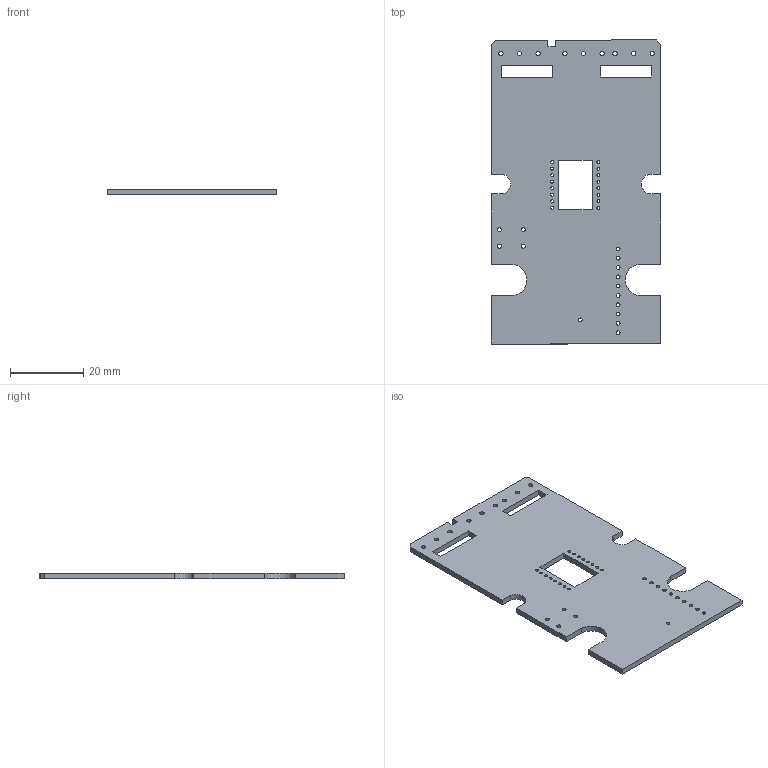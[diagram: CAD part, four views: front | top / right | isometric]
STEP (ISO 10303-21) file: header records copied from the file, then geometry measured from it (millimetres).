
FILE_DESCRIPTION(('KiCad electronic assembly'),'2;1');
FILE_NAME('Pregnant Laser Mouse.step','2024-08-13T21:27:13',('Pcbnew'),( 'Kicad'),'Open CASCADE STEP processor 7.7','KiCad to STEP converter' ,'Unknown');
FILE_SCHEMA(('AUTOMOTIVE_DESIGN { 1 0 10303 214 1 1 1 1 }'));
Length unit declared in the file: millimetre
Products named in the file (2): Pregnant Laser Mouse 1; _autosave-Pregnant Laser Mouse_PCB
Assembly tree (1 placements, depth 2):
  Pregnant Laser Mouse 1
    _autosave-Pregnant Laser Mouse_PCB
Bounding box: 46.18 x 82.96 x 1.6 mm (x, y, z)
Volume: 5405.9 mm3; surface area: 7629.5 mm2
Topology: 1 solids, 1 shells, 80 faces, 234 edges, 156 vertices
Faces by surface type: cylinder 44, plane 36
Full cylindrical faces by diameter (mm): 0.8 x16, 1 x11, 1.1 x4, 1.2 x9
Entity records: 2895 total; most frequent: DIRECTION 486, CARTESIAN_POINT 472, ORIENTED_EDGE 468, EDGE_CURVE 234, AXIS2_PLACEMENT_3D 170, FACE_BOUND 166, EDGE_LOOP 166, VERTEX_POINT 156
